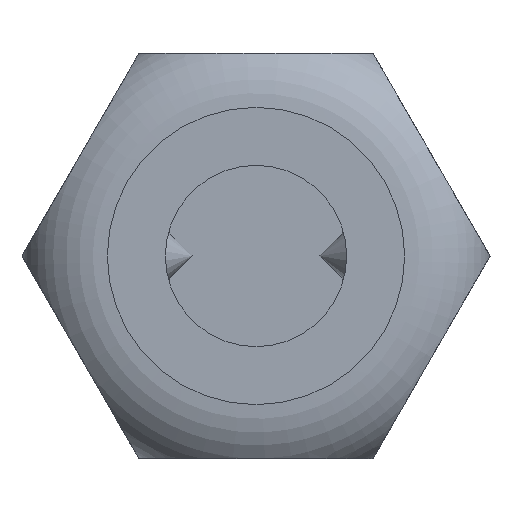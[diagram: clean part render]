
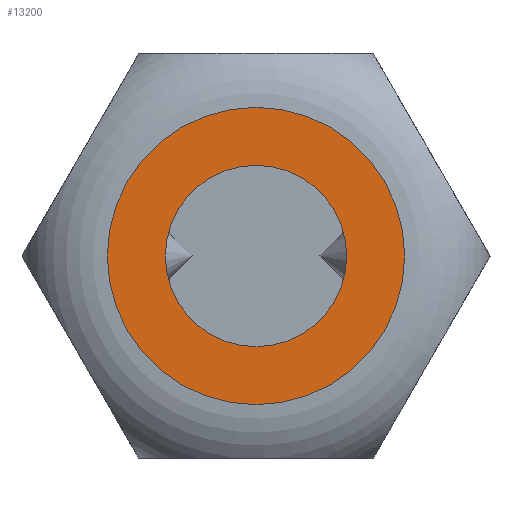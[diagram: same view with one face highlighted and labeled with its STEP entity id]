
A CAD part, left-side view. The second image highlights one B-rep face of the part: STEP entity #13200.
In plain terms, the highlighted face is planar.
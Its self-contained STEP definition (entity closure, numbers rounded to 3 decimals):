
#928 = DIRECTION ( 'NONE',  ( 0., 0., -1. ) ) ;
#1283 = EDGE_LOOP ( 'NONE', ( #5944 ) ) ;
#1771 = CARTESIAN_POINT ( 'NONE',  ( 0., 0., 45. ) ) ;
#2951 = CARTESIAN_POINT ( 'NONE',  ( -6.97, 0., 45. ) ) ;
#3232 = DIRECTION ( 'NONE',  ( 1., 0., 0. ) ) ;
#3459 = AXIS2_PLACEMENT_3D ( 'NONE', #9388, #928, #11039 ) ;
#5944 = ORIENTED_EDGE ( 'NONE', *, *, #8686, .F. ) ;
#7217 = EDGE_LOOP ( 'NONE', ( #8295 ) ) ;
#8295 = ORIENTED_EDGE ( 'NONE', *, *, #16089, .F. ) ;
#8686 = EDGE_CURVE ( 'NONE', #16026, #16026, #18223, .T. ) ;
#8752 = CARTESIAN_POINT ( 'NONE',  ( 4.25, 0., 45. ) ) ;
#8991 = DIRECTION ( 'NONE',  ( 1., 0., 0. ) ) ;
#9144 = DIRECTION ( 'NONE',  ( 0., 0., 1. ) ) ;
#9388 = CARTESIAN_POINT ( 'NONE',  ( 0., 0., 45. ) ) ;
#9755 = AXIS2_PLACEMENT_3D ( 'NONE', #1771, #11885, #3232 ) ;
#11039 = DIRECTION ( 'NONE',  ( -1., 0., 0. ) ) ;
#11088 = AXIS2_PLACEMENT_3D ( 'NONE', #18594, #9144, #8991 ) ;
#11476 = PLANE ( 'NONE',  #11088 ) ;
#11733 = VERTEX_POINT ( 'NONE', #2951 ) ;
#11885 = DIRECTION ( 'NONE',  ( 0., 0., 1. ) ) ;
#12301 = FACE_BOUND ( 'NONE', #1283, .T. ) ;
#13200 = ADVANCED_FACE ( 'NONE', ( #12301, #17239 ), #11476, .T. ) ;
#16026 = VERTEX_POINT ( 'NONE', #8752 ) ;
#16089 = EDGE_CURVE ( 'NONE', #11733, #11733, #17392, .T. ) ;
#17239 = FACE_OUTER_BOUND ( 'NONE', #7217, .T. ) ;
#17392 = CIRCLE ( 'NONE', #3459, 6.97 ) ;
#18223 = CIRCLE ( 'NONE', #9755, 4.25 ) ;
#18594 = CARTESIAN_POINT ( 'NONE',  ( 0., 0., 45. ) ) ;
